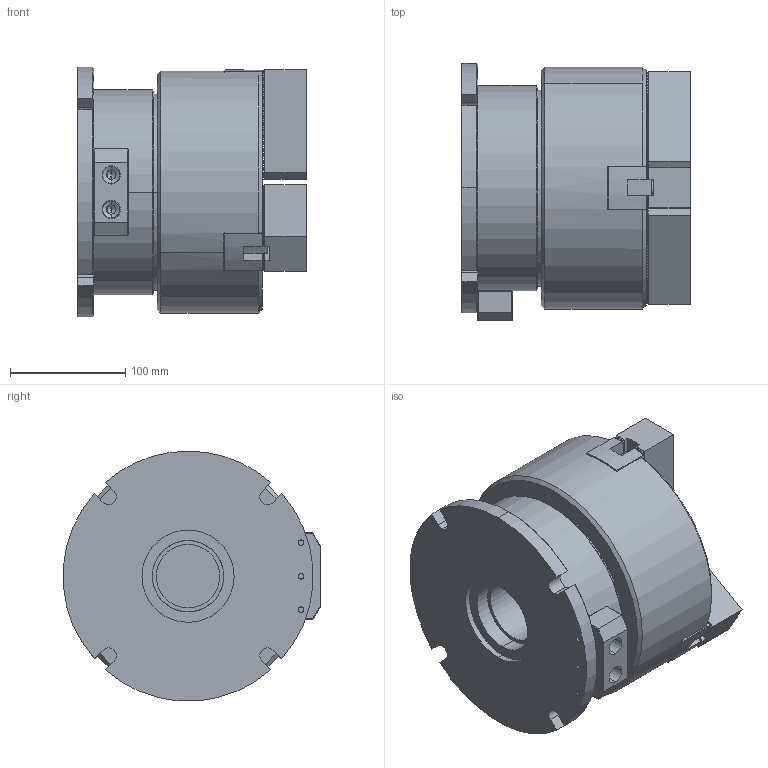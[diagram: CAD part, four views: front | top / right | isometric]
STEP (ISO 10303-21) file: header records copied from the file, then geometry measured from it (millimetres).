
FILE_DESCRIPTION (( 'STEP AP203' ), '1' );
FILE_NAME ('CF-VH2-3208.STEP', '2020-07-29T06:35:03', ( '' ), ( '' ), 'SwSTEP 2.0', 'SolidWorks 2016', '' );
FILE_SCHEMA (( 'CONFIG_CONTROL_DESIGN' ));
Length unit declared in the file: millimetre
Products named in the file (17): CF-3H-208_VH2-3208; CF-3H-08B-07000; CF-VH2-3208; SJ-08; CF-VH2-08-01000; 圓頭內六角螺栓_M12x30; CF-VH2-08-02000; 半圓頭六角孔螺栓_M5x10; CF-VH2-08-03000; 圓頭內六角螺栓_M12x90; VH-08-05000; CF-3H-208-04000(T型塊); 圓頭內六角螺栓_M6x35; CF-3H-208-03000; CF-3H-208-01000; CF-VH2-08-05000; CF-3H-208-02000
Assembly tree (36 placements, depth 3):
  CF-VH2-3208
    CF-VH2-08-01000
    CF-VH2-08-02000
    CF-VH2-08-03000
    VH-08-05000
    圓頭內六角螺栓_M6x35  x3
    CF-3H-208_VH2-3208
      CF-3H-208-01000
      CF-3H-208-02000
      CF-3H-08B-07000
      SJ-08  x3
      圓頭內六角螺栓_M12x30  x6
      半圓頭六角孔螺栓_M5x10  x3
      圓頭內六角螺栓_M12x90  x6
      CF-3H-208-04000(T型塊)  x3
      CF-3H-208-03000  x3
      CF-VH2-08-05000
Bounding box: 198.25 x 223.15 x 216.65 mm (x, y, z)
Volume: 4769855.8 mm3; surface area: 692338.3 mm2
Topology: 35 solids, 35 shells, 3565 faces, 10067 edges, 6571 vertices
Faces by surface type: plane 2358, cylinder 945, cone 231, torus 31
Entity records: 48884 total; most frequent: CARTESIAN_POINT 10246, ORIENTED_EDGE 7990, DIRECTION 7123, EDGE_CURVE 3995, VECTOR 2743, LINE 2743, VERTEX_POINT 2621, AXIS2_PLACEMENT_3D 2190
